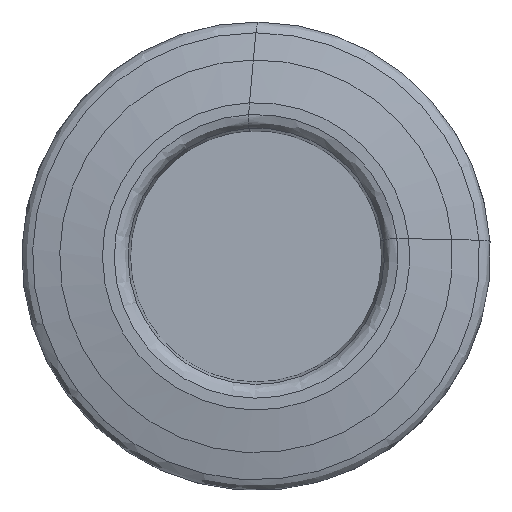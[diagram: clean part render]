
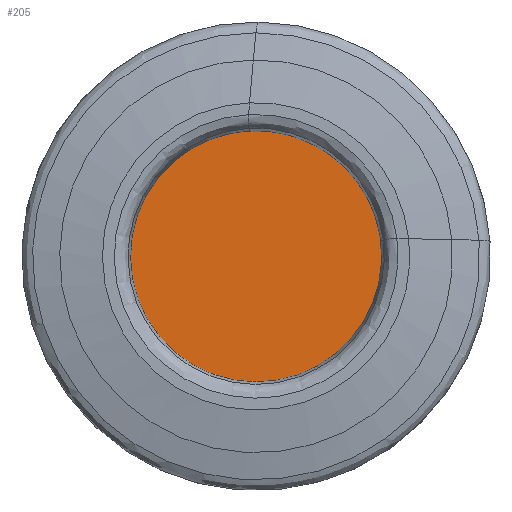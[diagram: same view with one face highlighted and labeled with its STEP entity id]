
A CAD part, left-side view. The second image highlights one B-rep face of the part: STEP entity #205.
In plain terms, the highlighted planar face has unit normal (-1, 0, 0).
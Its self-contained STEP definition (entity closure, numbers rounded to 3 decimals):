
#139=FACE_OUTER_BOUND('',#327,.T.);
#174=PLANE('',#794);
#205=ADVANCED_FACE('',(#139),#174,.F.);
#327=EDGE_LOOP('',(#407));
#407=ORIENTED_EDGE('',*,*,#626,.T.);
#570=VERTEX_POINT('',#1105);
#626=EDGE_CURVE('',#570,#570,#714,.T.);
#714=CIRCLE('',#793,10.732);
#793=AXIS2_PLACEMENT_3D('',#1104,#912,#913);
#794=AXIS2_PLACEMENT_3D('',#1106,#914,#915);
#912=DIRECTION('',(-1.,0.,0.));
#913=DIRECTION('',(0.,0.,1.));
#914=DIRECTION('',(1.,0.,0.));
#915=DIRECTION('',(0.,0.,-1.));
#1104=CARTESIAN_POINT('',(2.,0.,0.));
#1105=CARTESIAN_POINT('',(2.,0.,10.732));
#1106=CARTESIAN_POINT('',(2.,0.,0.));
